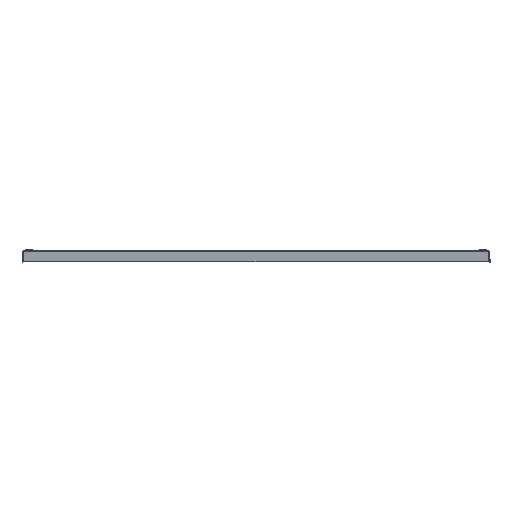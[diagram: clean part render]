
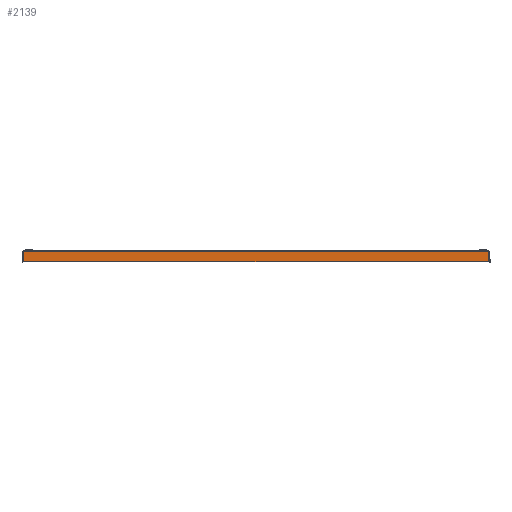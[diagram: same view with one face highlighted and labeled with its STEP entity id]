
A CAD part, front view. The second image highlights one B-rep face of the part: STEP entity #2139.
In plain terms, the highlighted planar face has unit normal (0, -1, 0).
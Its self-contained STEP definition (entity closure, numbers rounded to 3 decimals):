
#20 = CARTESIAN_POINT ( 'NONE',  ( 625., -15., -30. ) ) ;
#119 = DIRECTION ( 'NONE',  ( 1., 0., 0. ) ) ;
#122 = VERTEX_POINT ( 'NONE', #413 ) ;
#127 = AXIS2_PLACEMENT_3D ( 'NONE', #269, #2109, #1565 ) ;
#182 = EDGE_CURVE ( 'NONE', #1518, #1819, #412, .T. ) ;
#269 = CARTESIAN_POINT ( 'NONE',  ( 0., -15., 0. ) ) ;
#278 = CARTESIAN_POINT ( 'NONE',  ( -627., -15., -3. ) ) ;
#336 = AXIS2_PLACEMENT_3D ( 'NONE', #740, #2273, #754 ) ;
#412 = LINE ( 'NONE', #769, #2156 ) ;
#413 = CARTESIAN_POINT ( 'NONE',  ( 627., -15., -28. ) ) ;
#443 = DIRECTION ( 'NONE',  ( 1., 0., 0. ) ) ;
#491 = EDGE_CURVE ( 'NONE', #532, #1090, #2012, .T. ) ;
#532 = VERTEX_POINT ( 'NONE', #2370 ) ;
#560 = EDGE_CURVE ( 'NONE', #1090, #122, #1275, .T. ) ;
#581 = EDGE_CURVE ( 'NONE', #122, #2210, #2183, .T. ) ;
#595 = ORIENTED_EDGE ( 'NONE', *, *, #2002, .T. ) ;
#642 = VECTOR ( 'NONE', #443, 1000. ) ;
#740 = CARTESIAN_POINT ( 'NONE',  ( -625., -15., -28. ) ) ;
#754 = DIRECTION ( 'NONE',  ( 0., 0., 1. ) ) ;
#759 = CARTESIAN_POINT ( 'NONE',  ( 627., -15., -3. ) ) ;
#769 = CARTESIAN_POINT ( 'NONE',  ( -627., -15., 0. ) ) ;
#802 = CARTESIAN_POINT ( 'NONE',  ( 627., -15., -3. ) ) ;
#921 = CIRCLE ( 'NONE', #336, 2. ) ;
#949 = AXIS2_PLACEMENT_3D ( 'NONE', #1060, #2338, #2147 ) ;
#1060 = CARTESIAN_POINT ( 'NONE',  ( 625., -15., -28. ) ) ;
#1090 = VERTEX_POINT ( 'NONE', #20 ) ;
#1206 = CARTESIAN_POINT ( 'NONE',  ( 627., -15., 0. ) ) ;
#1275 = CIRCLE ( 'NONE', #949, 2. ) ;
#1349 = EDGE_CURVE ( 'NONE', #1518, #2210, #2072, .T. ) ;
#1357 = PLANE ( 'NONE',  #127 ) ;
#1358 = DIRECTION ( 'NONE',  ( 0., 0., -1. ) ) ;
#1402 = DIRECTION ( 'NONE',  ( 0., 0., 1. ) ) ;
#1457 = ORIENTED_EDGE ( 'NONE', *, *, #182, .T. ) ;
#1485 = ORIENTED_EDGE ( 'NONE', *, *, #1349, .F. ) ;
#1518 = VERTEX_POINT ( 'NONE', #278 ) ;
#1563 = VECTOR ( 'NONE', #1402, 1000. ) ;
#1565 = DIRECTION ( 'NONE',  ( 0., 0., 1. ) ) ;
#1677 = VECTOR ( 'NONE', #119, 1000. ) ;
#1688 = FACE_OUTER_BOUND ( 'NONE', #1753, .T. ) ;
#1753 = EDGE_LOOP ( 'NONE', ( #1457, #595, #1800, #1774, #2243, #1485 ) ) ;
#1774 = ORIENTED_EDGE ( 'NONE', *, *, #560, .T. ) ;
#1800 = ORIENTED_EDGE ( 'NONE', *, *, #491, .T. ) ;
#1819 = VERTEX_POINT ( 'NONE', #2021 ) ;
#1958 = CARTESIAN_POINT ( 'NONE',  ( 0., -15., -30. ) ) ;
#2002 = EDGE_CURVE ( 'NONE', #1819, #532, #921, .T. ) ;
#2012 = LINE ( 'NONE', #1958, #1677 ) ;
#2021 = CARTESIAN_POINT ( 'NONE',  ( -627., -15., -28. ) ) ;
#2072 = LINE ( 'NONE', #759, #642 ) ;
#2109 = DIRECTION ( 'NONE',  ( 0., 1., 0. ) ) ;
#2139 = ADVANCED_FACE ( 'NONE', ( #1688 ), #1357, .F. ) ;
#2147 = DIRECTION ( 'NONE',  ( 0., 0., 1. ) ) ;
#2156 = VECTOR ( 'NONE', #1358, 1000. ) ;
#2183 = LINE ( 'NONE', #1206, #1563 ) ;
#2210 = VERTEX_POINT ( 'NONE', #802 ) ;
#2243 = ORIENTED_EDGE ( 'NONE', *, *, #581, .T. ) ;
#2273 = DIRECTION ( 'NONE',  ( 0., -1., 0. ) ) ;
#2338 = DIRECTION ( 'NONE',  ( 0., -1., 0. ) ) ;
#2370 = CARTESIAN_POINT ( 'NONE',  ( -625., -15., -30. ) ) ;
